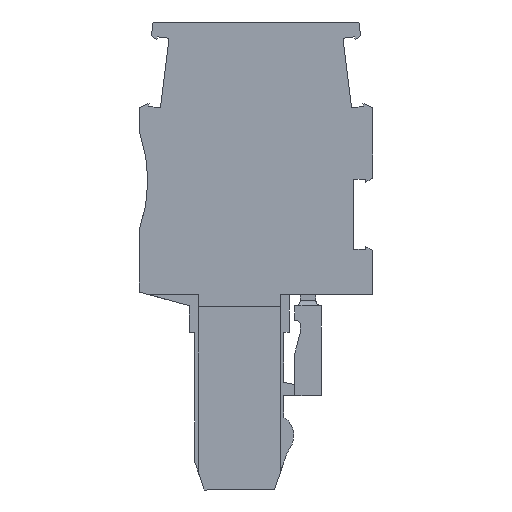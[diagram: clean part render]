
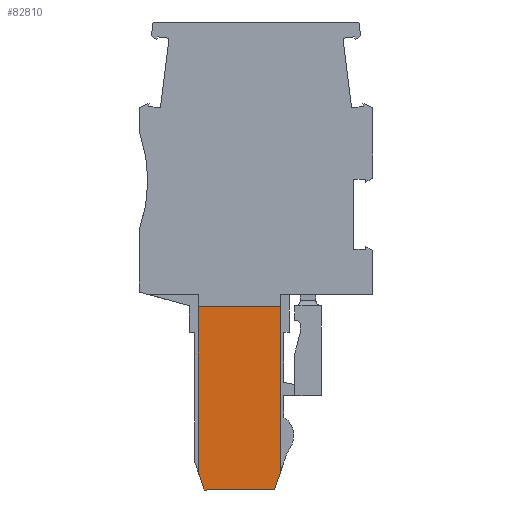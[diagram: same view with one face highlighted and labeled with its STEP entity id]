
A CAD part, left-side view. The second image highlights one B-rep face of the part: STEP entity #82810.
In plain terms, the highlighted face is planar.
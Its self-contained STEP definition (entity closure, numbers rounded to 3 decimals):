
#35200=CARTESIAN_POINT('',(7.454,0.,
-3.65));
#35210=DIRECTION('',(0.348,-0.938,
0.));
#35220=VECTOR('',#35210,1.);
#35230=LINE('',#35200,#35220);
#35240=CARTESIAN_POINT('',(-0.323,20.962,
-3.65));
#35250=VERTEX_POINT('',#35240);
#35260=CARTESIAN_POINT('',(0.264,19.38,
-3.65));
#35270=VERTEX_POINT('',#35260);
#35280=EDGE_CURVE('',#35250,#35270,#35230,.T.);
#82350=CARTESIAN_POINT('',(3.435,7.56,
-3.65));
#82360=DIRECTION('',(0.,0.,-1.));
#82370=DIRECTION('',(0.999,0.034,
0.));
#82380=AXIS2_PLACEMENT_3D('',#82350,#82360,#82370);
#82390=PLANE('',#82380);
#82400=ORIENTED_EDGE('',*,*,#35280,.T.);
#82410=CARTESIAN_POINT('',(0.,20.972,
-3.65));
#82420=DIRECTION('',(0.999,0.034,
0.));
#82430=VECTOR('',#82420,1.);
#82440=LINE('',#82410,#82430);
#82450=CARTESIAN_POINT('',(-6.653,20.749,
-3.65));
#82460=VERTEX_POINT('',#82450);
#82470=EDGE_CURVE('',#82460,#35250,#82440,.T.);
#82480=ORIENTED_EDGE('',*,*,#82470,.T.);
#82490=CARTESIAN_POINT('',(-12.805,0.,
-3.65));
#82500=DIRECTION('',(-0.284,-0.959,
0.));
#82510=VECTOR('',#82500,1.);
#82520=LINE('',#82490,#82510);
#82530=CARTESIAN_POINT('',(-7.132,19.132,
-3.65));
#82540=VERTEX_POINT('',#82530);
#82550=EDGE_CURVE('',#82460,#82540,#82520,.T.);
#82560=ORIENTED_EDGE('',*,*,#82550,.F.);
#82570=CARTESIAN_POINT('',(-6.491,0.,
-3.65));
#82580=DIRECTION('',(-0.034,0.999,
0.));
#82590=VECTOR('',#82580,1.);
#82600=LINE('',#82570,#82590);
#82610=CARTESIAN_POINT('',(-6.633,4.241,
-3.65));
#82620=VERTEX_POINT('',#82610);
#82630=EDGE_CURVE('',#82620,#82540,#82600,.T.);
#82640=ORIENTED_EDGE('',*,*,#82630,.T.);
#82650=CARTESIAN_POINT('',(0.,4.463,
-3.65));
#82660=DIRECTION('',(-0.999,-0.034,
0.));
#82670=VECTOR('',#82660,1.);
#82680=LINE('',#82650,#82670);
#82690=CARTESIAN_POINT('',(0.763,4.489,
-3.65));
#82700=VERTEX_POINT('',#82690);
#82710=EDGE_CURVE('',#82700,#82620,#82680,.T.);
#82720=ORIENTED_EDGE('',*,*,#82710,.T.);
#82730=CARTESIAN_POINT('',(0.913,0.,-3.65));
#82740=DIRECTION('',(-0.034,0.999,
0.));
#82750=VECTOR('',#82740,1.);
#82760=LINE('',#82730,#82750);
#82770=EDGE_CURVE('',#82700,#35270,#82760,.T.);
#82780=ORIENTED_EDGE('',*,*,#82770,.F.);
#82790=EDGE_LOOP('',(#82780,#82720,#82640,#82560,#82480,#82400));
#82800=FACE_OUTER_BOUND('',#82790,.T.);
#82810=ADVANCED_FACE('',(#82800),#82390,.T.);
